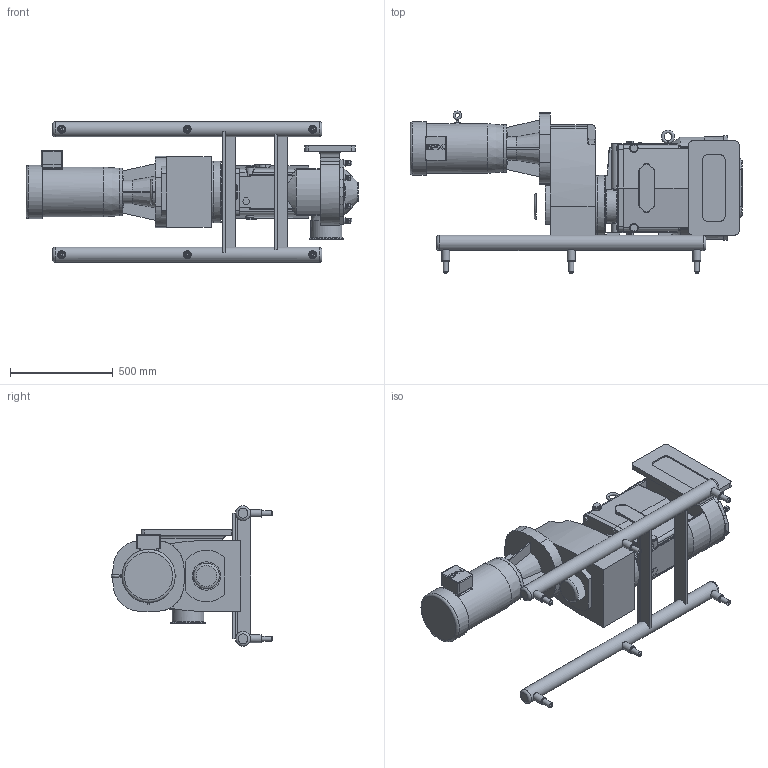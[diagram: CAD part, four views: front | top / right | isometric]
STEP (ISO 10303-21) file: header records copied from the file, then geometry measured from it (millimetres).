
FILE_DESCRIPTION(/* description */ (''),/* implementation_level */ '2;1');
FILE_NAME(/* name */ 'U2_324U2_215TC_(4.25 x 12.70)x6_S-Line_10HP_SM.stp',/* time_stamp */ '2020-10-20T15:46:11+05:00',/* author */ ('trtmhr'),/* organization */ (''),/* preprocessor_version */ 'ST-DEVELOPER v17',/* originating_system */ 'Autodesk Inventor 2018',/* authorisation */ '');
FILE_SCHEMA (('AUTOMOTIVE_DESIGN { 1 0 10303 214 3 1 1 }'));
Length unit declared in the file: inch
Products named in the file (1): U2_324U2_215TC_(4.25 x 12.70)x6_S-Line_10HP_SM
Bounding box: 1612.34 x 786.27 x 682.62 mm (x, y, z)
Volume: 151814938.1 mm3; surface area: 4031234.4 mm2
Topology: 6 solids, 6 shells, 964 faces, 2498 edges, 1611 vertices
Faces by surface type: plane 482, cylinder 245, bspline 105, torus 74, cone 42, sphere 16
Full cylindrical faces by diameter (mm): 5.08 x1, 6.39 x1, 12.141 x1, 12.395 x5, 12.7 x4, 23.012 x8, 25.4 x6, 29.083 x8, 38.1 x10, 152.4 x1, 154.483 x1, 166.878 x1, 232.994 x1, 241.579 x1, 258.572 x1, 299.974 x1, 299.999 x1
Entity records: 33164 total; most frequent: CARTESIAN_POINT 9722, ORIENTED_EDGE 4980, DIRECTION 4680, EDGE_CURVE 2490, AXIS2_PLACEMENT_3D 1668, VERTEX_POINT 1611, LINE 1344, VECTOR 1344
